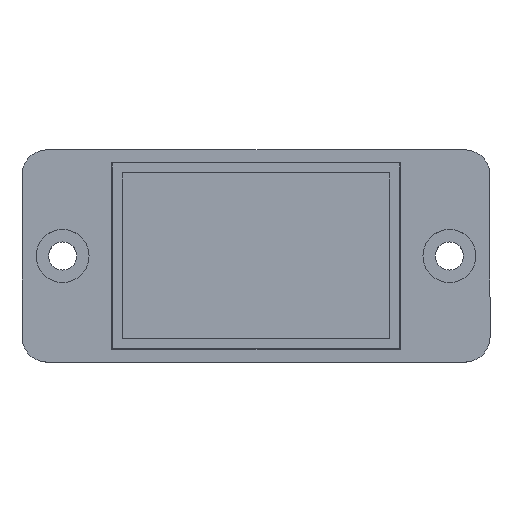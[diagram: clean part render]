
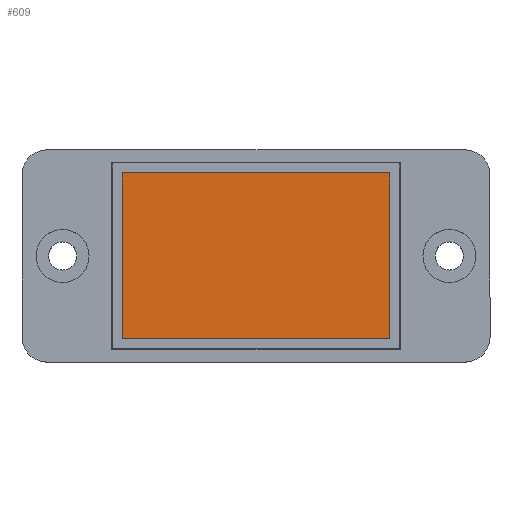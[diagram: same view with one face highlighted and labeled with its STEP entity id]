
A CAD part, top view. The second image highlights one B-rep face of the part: STEP entity #609.
In plain terms, the highlighted planar face has unit normal (0, 0, 1).
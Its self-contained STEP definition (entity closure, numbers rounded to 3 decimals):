
#26 = VECTOR ( 'NONE', #1183, 1000. ) ;
#106 = EDGE_LOOP ( 'NONE', ( #649, #453, #724, #1140 ) ) ;
#124 = CARTESIAN_POINT ( 'NONE',  ( 21.4, 13.3, 6.8 ) ) ;
#130 = LINE ( 'NONE', #433, #1352 ) ;
#202 = CARTESIAN_POINT ( 'NONE',  ( -21.4, 13.3, 6.8 ) ) ;
#219 = DIRECTION ( 'NONE',  ( 0., -1., 0. ) ) ;
#310 = LINE ( 'NONE', #1222, #26 ) ;
#340 = CARTESIAN_POINT ( 'NONE',  ( -21.4, -13.3, 6.8 ) ) ;
#350 = EDGE_CURVE ( 'NONE', #417, #1555, #130, .T. ) ;
#417 = VERTEX_POINT ( 'NONE', #340 ) ;
#433 = CARTESIAN_POINT ( 'NONE',  ( -21.4, -13.3, 6.8 ) ) ;
#453 = ORIENTED_EDGE ( 'NONE', *, *, #1217, .T. ) ;
#520 = VECTOR ( 'NONE', #219, 1000. ) ;
#565 = PLANE ( 'NONE',  #1182 ) ;
#609 = ADVANCED_FACE ( 'NONE', ( #673 ), #565, .T. ) ;
#649 = ORIENTED_EDGE ( 'NONE', *, *, #350, .T. ) ;
#673 = FACE_OUTER_BOUND ( 'NONE', #106, .T. ) ;
#674 = DIRECTION ( 'NONE',  ( 1., 0., 0. ) ) ;
#722 = EDGE_CURVE ( 'NONE', #1320, #417, #1521, .T. ) ;
#724 = ORIENTED_EDGE ( 'NONE', *, *, #899, .T. ) ;
#785 = VECTOR ( 'NONE', #926, 1000. ) ;
#881 = CARTESIAN_POINT ( 'NONE',  ( -21.4, 13.3, 6.8 ) ) ;
#899 = EDGE_CURVE ( 'NONE', #1020, #1320, #1383, .T. ) ;
#911 = DIRECTION ( 'NONE',  ( 0., 0., 1. ) ) ;
#926 = DIRECTION ( 'NONE',  ( -1., 0., 0. ) ) ;
#1020 = VERTEX_POINT ( 'NONE', #124 ) ;
#1140 = ORIENTED_EDGE ( 'NONE', *, *, #722, .T. ) ;
#1142 = DIRECTION ( 'NONE',  ( 1., 0., 0. ) ) ;
#1182 = AXIS2_PLACEMENT_3D ( 'NONE', #1301, #911, #674 ) ;
#1183 = DIRECTION ( 'NONE',  ( 0., 1., 0. ) ) ;
#1217 = EDGE_CURVE ( 'NONE', #1555, #1020, #310, .T. ) ;
#1222 = CARTESIAN_POINT ( 'NONE',  ( 21.4, -13.3, 6.8 ) ) ;
#1301 = CARTESIAN_POINT ( 'NONE',  ( 0., 0., 6.8 ) ) ;
#1320 = VERTEX_POINT ( 'NONE', #202 ) ;
#1352 = VECTOR ( 'NONE', #1142, 1000. ) ;
#1357 = CARTESIAN_POINT ( 'NONE',  ( 21.4, 13.3, 6.8 ) ) ;
#1383 = LINE ( 'NONE', #1357, #785 ) ;
#1515 = CARTESIAN_POINT ( 'NONE',  ( 21.4, -13.3, 6.8 ) ) ;
#1521 = LINE ( 'NONE', #881, #520 ) ;
#1555 = VERTEX_POINT ( 'NONE', #1515 ) ;
